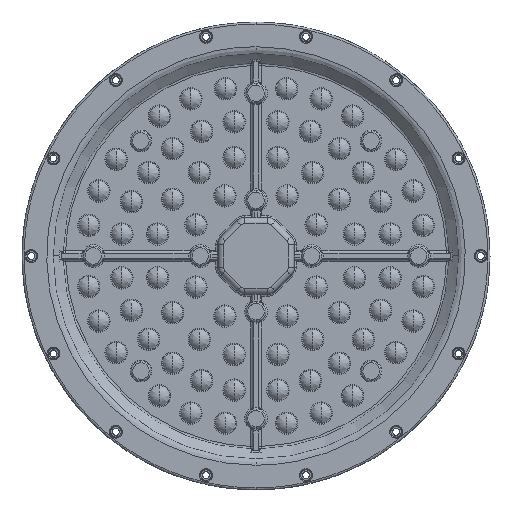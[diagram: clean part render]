
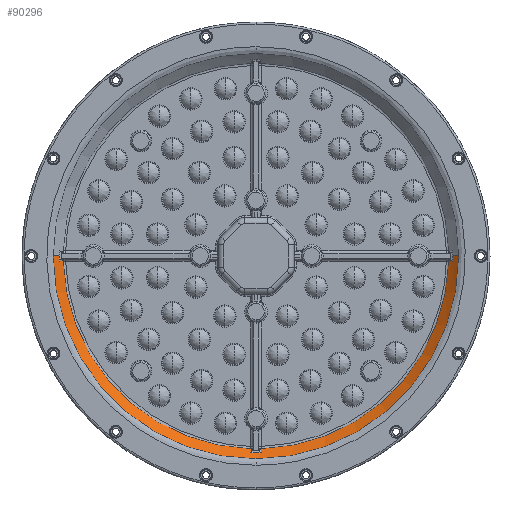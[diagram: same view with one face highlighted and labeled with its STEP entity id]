
A CAD part, top view. The second image highlights one B-rep face of the part: STEP entity #90296.
In plain terms, the highlighted conical face has half-angle 49.397 degrees and reference radius 104.712 mm.
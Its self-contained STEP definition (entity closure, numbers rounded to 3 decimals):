
#63 = CARTESIAN_POINT ( 'NONE',  ( 2.758, 375.746, -0.129 ) ) ;
#865 = VERTEX_POINT ( 'NONE', #969 ) ;
#969 = CARTESIAN_POINT ( 'NONE',  ( 99.521, 474.294, -1.729 ) ) ;
#2039 = EDGE_CURVE ( 'NONE', #17964, #27178, #105743, .T. ) ;
#2490 = ORIENTED_EDGE ( 'NONE', *, *, #47249, .F. ) ;
#4625 = CARTESIAN_POINT ( 'NONE',  ( 0., 477.137, 2.686 ) ) ;
#5083 = CARTESIAN_POINT ( 'NONE',  ( -2.758, 375.746, -0.129 ) ) ;
#5494 = DIRECTION ( 'NONE',  ( 0., -1., 0. ) ) ;
#7672 = ORIENTED_EDGE ( 'NONE', *, *, #33792, .F. ) ;
#7845 = DIRECTION ( 'NONE',  ( 1., 0., 0. ) ) ;
#8378 = CARTESIAN_POINT ( 'NONE',  ( 0., 477.137, -0.129 ) ) ;
#9095 = AXIS2_PLACEMENT_3D ( 'NONE', #59109, #100339, #7845 ) ;
#9122 = DIRECTION ( 'NONE',  ( 0., 0., 1. ) ) ;
#10069 = VERTEX_POINT ( 'NONE', #49173 ) ;
#10484 = CARTESIAN_POINT ( 'NONE',  ( 2.843, 377.616, -1.729 ) ) ;
#10586 = VERTEX_POINT ( 'NONE', #74394 ) ;
#10988 = ORIENTED_EDGE ( 'NONE', *, *, #131209, .F. ) ;
#11935 = CARTESIAN_POINT ( 'NONE',  ( 2.843, 377.616, -1.729 ) ) ;
#13985 = CARTESIAN_POINT ( 'NONE',  ( 100.144, 474.323, -1.196 ) ) ;
#15539 = CIRCLE ( 'NONE', #91013, 104.712 ) ;
#16741 = EDGE_CURVE ( 'NONE', #10069, #129847, #132660, .T. ) ;
#17892 = B_SPLINE_CURVE_WITH_KNOTS ( 'NONE', 3,
 ( #22040, #63192, #104430, #11935 ),
 .UNSPECIFIED., .F., .F.,
 ( 4, 4 ),
 ( 0., 1. ),
 .UNSPECIFIED. ) ;
#17964 = VERTEX_POINT ( 'NONE', #80218 ) ;
#17973 = FACE_OUTER_BOUND ( 'NONE', #92378, .T. ) ;
#19126 = ORIENTED_EDGE ( 'NONE', *, *, #124476, .F. ) ;
#19858 = DIRECTION ( 'NONE',  ( 0.759, 0., 0.651 ) ) ;
#20552 = CARTESIAN_POINT ( 'NONE',  ( 101.391, 474.379, -0.129 ) ) ;
#21813 = VERTEX_POINT ( 'NONE', #63 ) ;
#22040 = CARTESIAN_POINT ( 'NONE',  ( 2.758, 375.746, -0.129 ) ) ;
#23247 = ORIENTED_EDGE ( 'NONE', *, *, #118099, .T. ) ;
#23669 = DIRECTION ( 'NONE',  ( 0., -1., 0. ) ) ;
#24017 = ORIENTED_EDGE ( 'NONE', *, *, #25558, .F. ) ;
#24167 = CARTESIAN_POINT ( 'NONE',  ( -99.521, 474.294, -1.729 ) ) ;
#25558 = EDGE_CURVE ( 'NONE', #126095, #10069, #120718, .T. ) ;
#27178 = VERTEX_POINT ( 'NONE', #76053 ) ;
#27838 = DIRECTION ( 'NONE',  ( 0., -1., 0. ) ) ;
#28184 = B_SPLINE_CURVE_WITH_KNOTS ( 'NONE', 3,
 ( #131066, #38369, #79554, #120894 ),
 .UNSPECIFIED., .F., .F.,
 ( 4, 4 ),
 ( 0., 1. ),
 .UNSPECIFIED. ) ;
#28323 = CARTESIAN_POINT ( 'NONE',  ( -2.843, 377.616, -1.729 ) ) ;
#31817 = DIRECTION ( 'NONE',  ( 0., 1., 0. ) ) ;
#33201 = B_SPLINE_CURVE_WITH_KNOTS ( 'NONE', 3,
 ( #106515, #13985, #55138, #96375 ),
 .UNSPECIFIED., .F., .F.,
 ( 4, 4 ),
 ( 0., 1. ),
 .UNSPECIFIED. ) ;
#33792 = EDGE_CURVE ( 'NONE', #10586, #36890, #71091, .T. ) ;
#34108 = ORIENTED_EDGE ( 'NONE', *, *, #16741, .F. ) ;
#34259 = CARTESIAN_POINT ( 'NONE',  ( -101.391, 474.379, -0.129 ) ) ;
#34479 = CIRCLE ( 'NONE', #110046, 101.428 ) ;
#36890 = VERTEX_POINT ( 'NONE', #79468 ) ;
#38113 = VERTEX_POINT ( 'NONE', #10484 ) ;
#38369 = CARTESIAN_POINT ( 'NONE',  ( -2.815, 376.993, -1.196 ) ) ;
#44368 = EDGE_CURVE ( 'NONE', #74897, #21813, #34479, .T. ) ;
#45752 = DIRECTION ( 'NONE',  ( 0., 0., -1. ) ) ;
#47249 = EDGE_CURVE ( 'NONE', #129847, #74897, #28184, .T. ) ;
#47729 = LINE ( 'NONE', #88915, #53936 ) ;
#49173 = CARTESIAN_POINT ( 'NONE',  ( -99.521, 474.294, -1.729 ) ) ;
#50262 = DIRECTION ( 'NONE',  ( 0., -1., 0. ) ) ;
#53442 = VECTOR ( 'NONE', #19858, 1000. ) ;
#53936 = VECTOR ( 'NONE', #130276, 1000. ) ;
#54301 = ORIENTED_EDGE ( 'NONE', *, *, #2039, .F. ) ;
#54842 = CARTESIAN_POINT ( 'NONE',  ( -101.428, 477.137, -0.129 ) ) ;
#55138 = CARTESIAN_POINT ( 'NONE',  ( 100.768, 474.351, -0.662 ) ) ;
#55606 = ORIENTED_EDGE ( 'NONE', *, *, #86874, .F. ) ;
#55666 = CIRCLE ( 'NONE', #131326, 101.428 ) ;
#56767 = CARTESIAN_POINT ( 'NONE',  ( 0., 477.137, -1.729 ) ) ;
#57586 = AXIS2_PLACEMENT_3D ( 'NONE', #74942, #116253, #23669 ) ;
#59109 = CARTESIAN_POINT ( 'NONE',  ( 0., 477.137, 2.686 ) ) ;
#63192 = CARTESIAN_POINT ( 'NONE',  ( 2.786, 376.37, -0.662 ) ) ;
#67214 = CONICAL_SURFACE ( 'NONE', #9095, 104.712, 0.862 ) ;
#71091 = LINE ( 'NONE', #112408, #53442 ) ;
#71696 = ORIENTED_EDGE ( 'NONE', *, *, #122357, .F. ) ;
#71958 = ORIENTED_EDGE ( 'NONE', *, *, #111092, .F. ) ;
#74086 = CARTESIAN_POINT ( 'NONE',  ( -101.391, 474.379, -0.129 ) ) ;
#74394 = CARTESIAN_POINT ( 'NONE',  ( 101.428, 477.137, -0.129 ) ) ;
#74713 = AXIS2_PLACEMENT_3D ( 'NONE', #79115, #120448, #27838 ) ;
#74897 = VERTEX_POINT ( 'NONE', #5083 ) ;
#74942 = CARTESIAN_POINT ( 'NONE',  ( 0., 477.137, -1.729 ) ) ;
#75442 = CARTESIAN_POINT ( 'NONE',  ( -100.768, 474.351, -0.662 ) ) ;
#76053 = CARTESIAN_POINT ( 'NONE',  ( -104.712, 477.137, 2.686 ) ) ;
#79115 = CARTESIAN_POINT ( 'NONE',  ( 0., 477.137, -0.129 ) ) ;
#79468 = CARTESIAN_POINT ( 'NONE',  ( 104.712, 477.137, 2.686 ) ) ;
#79554 = CARTESIAN_POINT ( 'NONE',  ( -2.786, 376.37, -0.662 ) ) ;
#80218 = CARTESIAN_POINT ( 'NONE',  ( 0., 372.425, 2.686 ) ) ;
#80562 = DIRECTION ( 'NONE',  ( 0., 0., 1. ) ) ;
#83111 = CARTESIAN_POINT ( 'NONE',  ( 0., 477.137, 2.686 ) ) ;
#83427 = ORIENTED_EDGE ( 'NONE', *, *, #44368, .F. ) ;
#86874 = EDGE_CURVE ( 'NONE', #36890, #17964, #15539, .T. ) ;
#86943 = DIRECTION ( 'NONE',  ( 0., 1., 0. ) ) ;
#87334 = VERTEX_POINT ( 'NONE', #20552 ) ;
#88915 = CARTESIAN_POINT ( 'NONE',  ( -104.712, 477.137, 2.686 ) ) ;
#90296 = ADVANCED_FACE ( 'NONE', ( #17973 ), #67214, .F. ) ;
#91013 = AXIS2_PLACEMENT_3D ( 'NONE', #4625, #45752, #86943 ) ;
#92011 = ORIENTED_EDGE ( 'NONE', *, *, #114392, .F. ) ;
#92378 = EDGE_LOOP ( 'NONE', ( #71958, #23247, #54301, #55606, #7672, #19126, #92011, #71696, #10988, #83427, #2490, #34108, #24017 ) ) ;
#96375 = CARTESIAN_POINT ( 'NONE',  ( 101.391, 474.379, -0.129 ) ) ;
#97989 = DIRECTION ( 'NONE',  ( 0., 0., 1. ) ) ;
#100339 = DIRECTION ( 'NONE',  ( 0., 0., 1. ) ) ;
#101624 = CARTESIAN_POINT ( 'NONE',  ( 0., 477.137, -0.129 ) ) ;
#104430 = CARTESIAN_POINT ( 'NONE',  ( 2.815, 376.993, -1.196 ) ) ;
#105663 = AXIS2_PLACEMENT_3D ( 'NONE', #83111, #124465, #31817 ) ;
#105743 = CIRCLE ( 'NONE', #105663, 104.712 ) ;
#106515 = CARTESIAN_POINT ( 'NONE',  ( 99.521, 474.294, -1.729 ) ) ;
#110046 = AXIS2_PLACEMENT_3D ( 'NONE', #101624, #9122, #50262 ) ;
#111092 = EDGE_CURVE ( 'NONE', #125390, #126095, #115806, .T. ) ;
#112408 = CARTESIAN_POINT ( 'NONE',  ( 104.712, 477.137, 2.686 ) ) ;
#114392 = EDGE_CURVE ( 'NONE', #865, #87334, #33201, .T. ) ;
#115806 = CIRCLE ( 'NONE', #74713, 101.428 ) ;
#115906 = CIRCLE ( 'NONE', #57586, 99.562 ) ;
#116253 = DIRECTION ( 'NONE',  ( 0., 0., 1. ) ) ;
#116763 = CARTESIAN_POINT ( 'NONE',  ( -100.144, 474.323, -1.196 ) ) ;
#118099 = EDGE_CURVE ( 'NONE', #125390, #27178, #47729, .T. ) ;
#120448 = DIRECTION ( 'NONE',  ( 0., 0., 1. ) ) ;
#120718 = B_SPLINE_CURVE_WITH_KNOTS ( 'NONE', 3,
 ( #34259, #75442, #116763, #24167 ),
 .UNSPECIFIED., .F., .F.,
 ( 4, 4 ),
 ( 0., 1. ),
 .UNSPECIFIED. ) ;
#120894 = CARTESIAN_POINT ( 'NONE',  ( -2.758, 375.746, -0.129 ) ) ;
#121893 = DIRECTION ( 'NONE',  ( 0., -1., 0. ) ) ;
#122357 = EDGE_CURVE ( 'NONE', #38113, #865, #115906, .T. ) ;
#124465 = DIRECTION ( 'NONE',  ( 0., 0., -1. ) ) ;
#124476 = EDGE_CURVE ( 'NONE', #87334, #10586, #55666, .T. ) ;
#125390 = VERTEX_POINT ( 'NONE', #54842 ) ;
#126095 = VERTEX_POINT ( 'NONE', #74086 ) ;
#129847 = VERTEX_POINT ( 'NONE', #28323 ) ;
#130276 = DIRECTION ( 'NONE',  ( -0.759, 0., 0.651 ) ) ;
#131066 = CARTESIAN_POINT ( 'NONE',  ( -2.843, 377.616, -1.729 ) ) ;
#131209 = EDGE_CURVE ( 'NONE', #21813, #38113, #17892, .T. ) ;
#131326 = AXIS2_PLACEMENT_3D ( 'NONE', #8378, #80562, #121893 ) ;
#132575 = AXIS2_PLACEMENT_3D ( 'NONE', #56767, #97989, #5494 ) ;
#132660 = CIRCLE ( 'NONE', #132575, 99.562 ) ;
